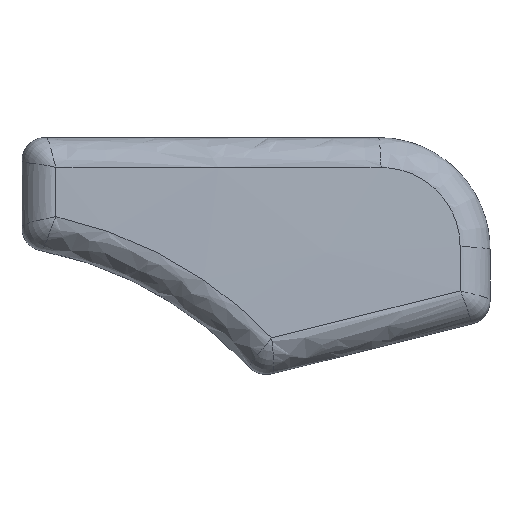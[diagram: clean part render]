
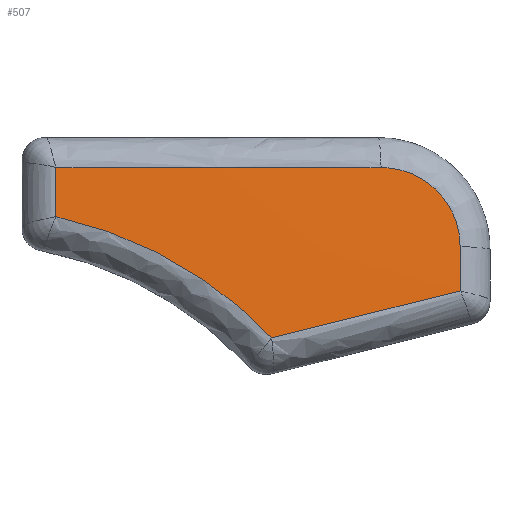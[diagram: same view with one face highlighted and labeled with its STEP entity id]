
A CAD part, top view. The second image highlights one B-rep face of the part: STEP entity #507.
In plain terms, the highlighted spherical face has radius 425 mm.
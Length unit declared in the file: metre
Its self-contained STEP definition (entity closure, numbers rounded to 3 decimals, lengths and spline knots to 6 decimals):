
#30=SPHERICAL_SURFACE('',#572,0.425);
#70=B_SPLINE_CURVE_WITH_KNOTS('',3,(#841,#842,#843,#844),.UNSPECIFIED.,
 .F.,.F.,(4,4),(0.15174,0.876402),.UNSPECIFIED.);
#71=B_SPLINE_CURVE_WITH_KNOTS('',3,(#847,#848,#849,#850,#851,#852,#853),
 .UNSPECIFIED.,.F.,.F.,(4,1,1,1,4),(0.031695,0.268048,
0.504402,0.740755,0.977109),.UNSPECIFIED.);
#72=B_SPLINE_CURVE_WITH_KNOTS('',3,(#855,#856,#857,#858),.UNSPECIFIED.,
 .F.,.F.,(4,4),(0.027819,0.95971),.UNSPECIFIED.);
#73=B_SPLINE_CURVE_WITH_KNOTS('',3,(#860,#861,#862,#863),.UNSPECIFIED.,
 .F.,.F.,(4,4),(0.153645,1.),.UNSPECIFIED.);
#74=B_SPLINE_CURVE_WITH_KNOTS('',3,(#865,#866,#867,#868,#869,#870,#871),
 .UNSPECIFIED.,.F.,.F.,(4,1,1,1,4),(0.,0.25,0.5,0.75,1.),.UNSPECIFIED.);
#75=B_SPLINE_CURVE_WITH_KNOTS('',3,(#873,#874,#875,#876),.UNSPECIFIED.,
 .F.,.F.,(4,4),(0.,0.969469),.UNSPECIFIED.);
#138=ORIENTED_EDGE('',*,*,#272,.T.);
#139=ORIENTED_EDGE('',*,*,#273,.T.);
#140=ORIENTED_EDGE('',*,*,#274,.T.);
#141=ORIENTED_EDGE('',*,*,#275,.T.);
#142=ORIENTED_EDGE('',*,*,#276,.T.);
#143=ORIENTED_EDGE('',*,*,#277,.T.);
#272=EDGE_CURVE('',#334,#335,#70,.T.);
#273=EDGE_CURVE('',#335,#336,#71,.T.);
#274=EDGE_CURVE('',#336,#337,#72,.T.);
#275=EDGE_CURVE('',#337,#338,#73,.T.);
#276=EDGE_CURVE('',#338,#339,#74,.T.);
#277=EDGE_CURVE('',#339,#334,#75,.T.);
#334=VERTEX_POINT('',#845);
#335=VERTEX_POINT('',#846);
#336=VERTEX_POINT('',#854);
#337=VERTEX_POINT('',#859);
#338=VERTEX_POINT('',#864);
#339=VERTEX_POINT('',#872);
#413=EDGE_LOOP('',(#138,#139,#140,#141,#142,#143));
#457=FACE_BOUND('',#413,.T.);
#507=ADVANCED_FACE('',(#457),#30,.T.);
#572=AXIS2_PLACEMENT_3D('',#840,#663,#664);
#663=DIRECTION('',(-1.,0.,0.));
#664=DIRECTION('',(0.,0.,1.));
#840=CARTESIAN_POINT('',(0.038143,-0.00334,-0.388154));
#841=CARTESIAN_POINT('',(0.046076,0.038032,0.034753));
#842=CARTESIAN_POINT('',(0.046076,0.036557,0.034898));
#843=CARTESIAN_POINT('',(0.046076,0.035081,0.035034));
#844=CARTESIAN_POINT('',(0.046076,0.033605,0.035163));
#845=CARTESIAN_POINT('',(0.046076,0.038032,0.034753));
#846=CARTESIAN_POINT('',(0.046076,0.033605,0.035163));
#847=CARTESIAN_POINT('',(0.046076,0.033605,0.035163));
#848=CARTESIAN_POINT('',(0.047932,0.033205,0.035163));
#849=CARTESIAN_POINT('',(0.051541,0.032141,0.035163));
#850=CARTESIAN_POINT('',(0.056708,0.029719,0.035164));
#851=CARTESIAN_POINT('',(0.061425,0.026585,0.035164));
#852=CARTESIAN_POINT('',(0.064206,0.024057,0.035165));
#853=CARTESIAN_POINT('',(0.065511,0.022682,0.035165));
#854=CARTESIAN_POINT('',(0.065511,0.022682,0.035165));
#855=CARTESIAN_POINT('',(0.065511,0.022682,0.035165));
#856=CARTESIAN_POINT('',(0.071406,0.024152,0.034694));
#857=CARTESIAN_POINT('',(0.077068,0.025563,0.034109));
#858=CARTESIAN_POINT('',(0.082493,0.026916,0.033442));
#859=CARTESIAN_POINT('',(0.082493,0.026916,0.033442));
#860=CARTESIAN_POINT('',(0.082493,0.026916,0.033442));
#861=CARTESIAN_POINT('',(0.082493,0.028245,0.033346));
#862=CARTESIAN_POINT('',(0.082493,0.029574,0.033245));
#863=CARTESIAN_POINT('',(0.082493,0.030902,0.033137));
#864=CARTESIAN_POINT('',(0.082493,0.030902,0.033137));
#865=CARTESIAN_POINT('',(0.082493,0.030902,0.033137));
#866=CARTESIAN_POINT('',(0.082493,0.031847,0.03306));
#867=CARTESIAN_POINT('',(0.082119,0.033702,0.032942));
#868=CARTESIAN_POINT('',(0.080535,0.036078,0.032889));
#869=CARTESIAN_POINT('',(0.078154,0.037662,0.03297));
#870=CARTESIAN_POINT('',(0.076305,0.038032,0.033104));
#871=CARTESIAN_POINT('',(0.075363,0.038032,0.033187));
#872=CARTESIAN_POINT('',(0.075363,0.038032,0.033187));
#873=CARTESIAN_POINT('',(0.075363,0.038032,0.033187));
#874=CARTESIAN_POINT('',(0.065652,0.038032,0.034045));
#875=CARTESIAN_POINT('',(0.055882,0.038032,0.034569));
#876=CARTESIAN_POINT('',(0.046076,0.038032,0.034753));
